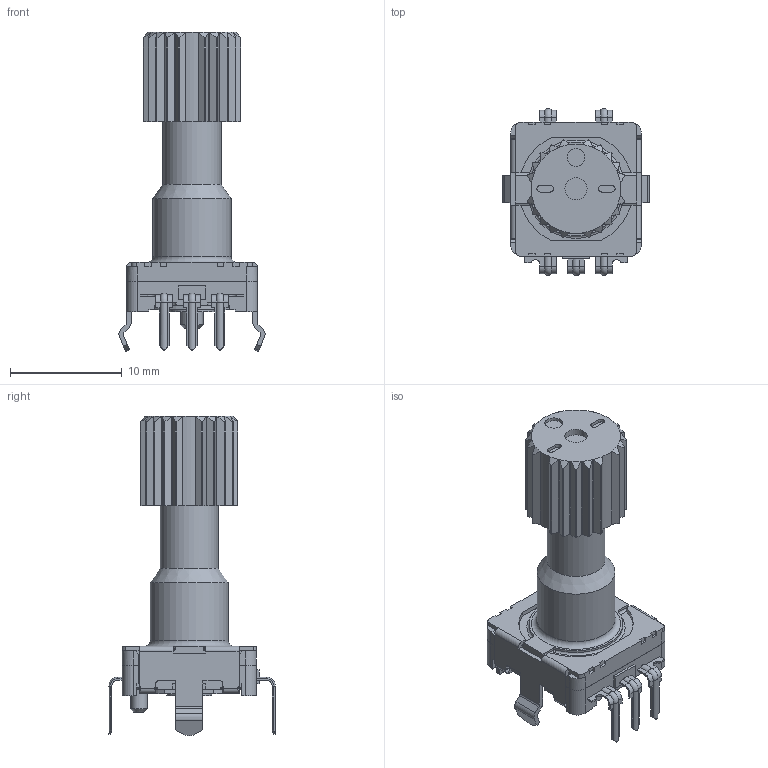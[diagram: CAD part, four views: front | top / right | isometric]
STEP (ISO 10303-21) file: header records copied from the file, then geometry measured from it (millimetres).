
FILE_DESCRIPTION(/* description */ (''),/* implementation_level */ '2;1');
FILE_NAME(/* name */ 'EC11M1565403 v2.step',/* time_stamp */ '2021-01-15T21:23:59+01:00',/* author */ (''),/* organization */ (''),/* preprocessor_version */ 'ST-DEVELOPER v18.1',/* originating_system */ 'Autodesk Translation Framework v9.7.0.1280',/* authorisation */ '');
FILE_SCHEMA (('AUTOMOTIVE_DESIGN { 1 0 10303 214 3 1 1 }'));
Length unit declared in the file: millimetre
Products named in the file (1): (Unsaved)
Bounding box: 13.1 x 14.95 x 28.59 mm (x, y, z)
Volume: 1371.2 mm3; surface area: 1425.9 mm2
Topology: 1 solids, 2 shells, 676 faces, 1824 edges, 1154 vertices
Faces by surface type: plane 438, cylinder 179, cone 34, torus 13, bspline 8, sphere 4
Full cylindrical faces by diameter (mm): 0.5 x1, 1 x1, 1.5 x1, 1.6 x1, 2 x2, 4 x1, 5.2 x1, 7 x1
Entity records: 21469 total; most frequent: CARTESIAN_POINT 3985, ORIENTED_EDGE 3640, DIRECTION 3495, EDGE_CURVE 1820, LINE 1331, VECTOR 1331, VERTEX_POINT 1154, AXIS2_PLACEMENT_3D 1082
